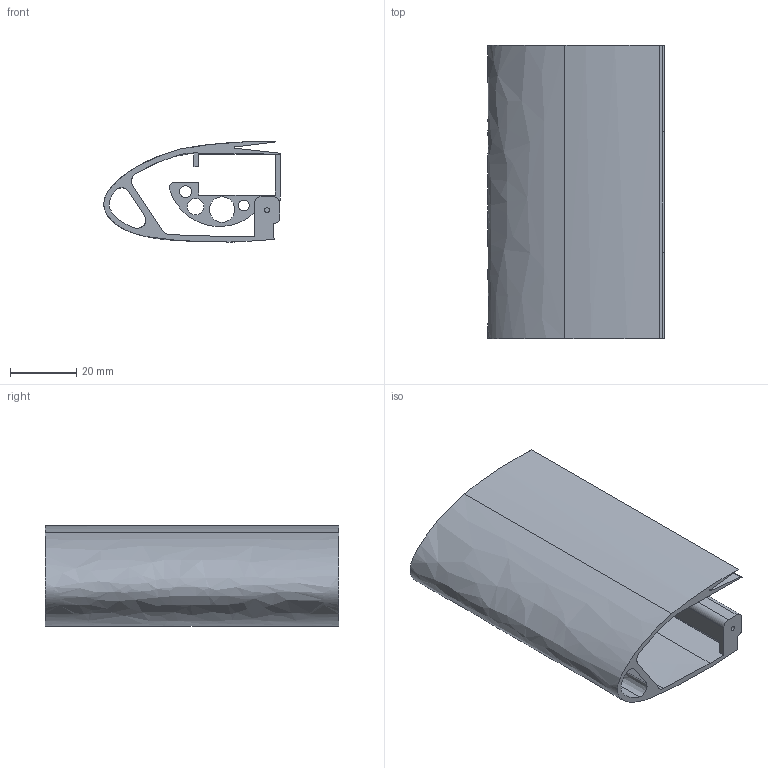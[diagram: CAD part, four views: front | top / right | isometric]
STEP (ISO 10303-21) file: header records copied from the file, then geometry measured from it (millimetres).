
FILE_DESCRIPTION(/* description */ (''),/* implementation_level */ '2;1');
FILE_NAME(/* name */ 'CG V7 core.step',/* time_stamp */ '2025-04-08T19:10:45+10:00',/* author */ (''),/* organization */ (''),/* preprocessor_version */ 'ST-DEVELOPER v20.1',/* originating_system */ 'Autodesk Translation Framework v14.4.0.0',/* authorisation */ '');
FILE_SCHEMA (('AUTOMOTIVE_DESIGN { 1 0 10303 214 3 1 1 }'));
Length unit declared in the file: millimetre
Products named in the file (1): CoreP2V1
Bounding box: 53.13 x 88.4 x 30.18 mm (x, y, z)
Volume: 32383 mm3; surface area: 33721.5 mm2
Topology: 1 solids, 1 shells, 85 faces, 243 edges, 157 vertices
Faces by surface type: plane 41, cylinder 29, bspline 12, torus 3
Full cylindrical faces by diameter (mm): 1.5 x1, 3.304 x1, 3.606 x1, 5 x1, 7.662 x1
Entity records: 3596 total; most frequent: CARTESIAN_POINT 1387, ORIENTED_EDGE 486, DIRECTION 412, EDGE_CURVE 243, VERTEX_POINT 157, LINE 144, VECTOR 144, AXIS2_PLACEMENT_3D 134
